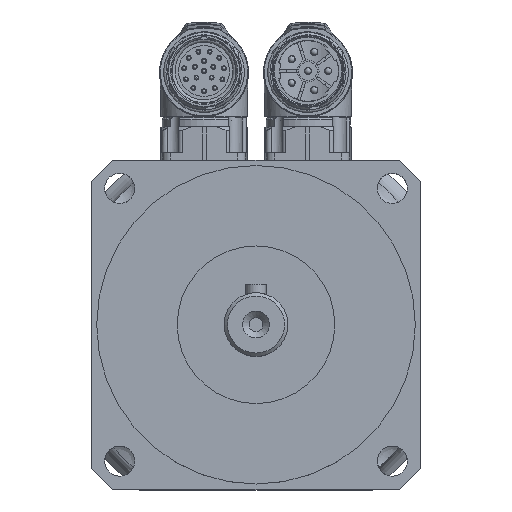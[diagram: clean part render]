
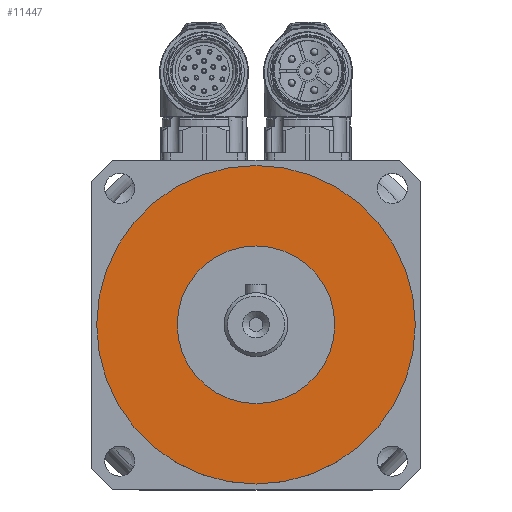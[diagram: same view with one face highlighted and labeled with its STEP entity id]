
A CAD part, top view. The second image highlights one B-rep face of the part: STEP entity #11447.
In plain terms, the highlighted planar face has unit normal (0, 0, 1).
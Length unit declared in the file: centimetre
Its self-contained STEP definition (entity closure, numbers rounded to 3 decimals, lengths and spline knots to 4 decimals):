
#432=PLANE('',#12212);
#692=CIRCLE('',#12207,4.75);
#694=CIRCLE('',#12210,2.35);
#2724=VERTEX_POINT('',#17465);
#2726=VERTEX_POINT('',#17470);
#4342=EDGE_CURVE('',#2724,#2724,#692,.T.);
#4344=EDGE_CURVE('',#2726,#2726,#694,.T.);
#6194=ORIENTED_EDGE('',*,*,#4344,.F.);
#6195=ORIENTED_EDGE('',*,*,#4342,.F.);
#9589=EDGE_LOOP('',(#6194));
#9590=EDGE_LOOP('',(#6195));
#10526=FACE_BOUND('',#9589,.T.);
#10527=FACE_BOUND('',#9590,.T.);
#11447=ADVANCED_FACE('',(#10526,#10527),#432,.T.);
#12207=AXIS2_PLACEMENT_3D('',#17464,#13656,#13657);
#12210=AXIS2_PLACEMENT_3D('',#17469,#13662,#13663);
#12212=AXIS2_PLACEMENT_3D('',#17473,#13666,$);
#13656=DIRECTION('',(0.,0.,-1.));
#13657=DIRECTION('',(4.75,0.,0.));
#13662=DIRECTION('',(0.,0.,1.));
#13663=DIRECTION('',(2.35,0.,0.));
#13666=DIRECTION('',(0.,0.,1.));
#17464=CARTESIAN_POINT('',(0.,0.,
1.6));
#17465=CARTESIAN_POINT('',(4.75,0.,1.6));
#17469=CARTESIAN_POINT('',(0.,0.,
1.6));
#17470=CARTESIAN_POINT('',(2.35,0.,1.6));
#17473=CARTESIAN_POINT('',(0.,0.,
1.6));
